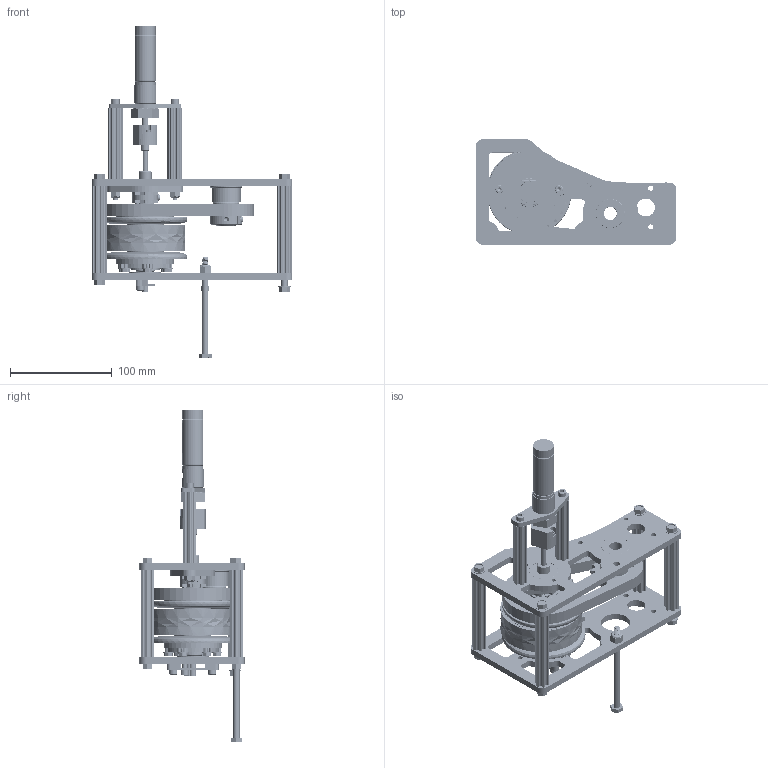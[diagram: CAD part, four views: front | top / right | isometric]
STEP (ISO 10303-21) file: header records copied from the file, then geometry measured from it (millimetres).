
FILE_DESCRIPTION (( 'STEP AP214' ), '1' );
FILE_NAME ('am-3344a AfterBurner Winch Kit with 4 Tooth Dog.STEP', '2020-02-06T20:50:50', ( '' ), ( '' ), 'SwSTEP 2.0', 'SolidWorks 2019', '' );
FILE_SCHEMA (( 'AUTOMOTIVE_DESIGN' ));
Length unit declared in the file: inch
Products named in the file (46): S35-24L; Shift Block; C-040_5-R0000_rod; Churro 3375; BHCS 10-32 x 0.25_SBHCSCREW 0.19-32x0.25-HX-C; 3 Stage Evo Shifter Plate Spacer Churro Version; 500-e-klip; am-1423 4-40x750 Sholder Bolt 92012A506_92012A506; am-0208a Encoder Mount Pad with AMT103 holes; FHTS 0.25-20-1_FHTS 0.25-20-F-1.813-C; 040_5-RC0000000_0_dummy; am-1526 500Hex Collar Clamp; Belt spool; Shift Shaft; 04R0000_rear_head; Strap; am-1305 500 Hex Spacer; Shift Block Cap; am-4229 3-4in. Bore, 1-2in. Stroke 040_5-R; PTO 37 Link Winch Chain; am-3451 GEN3 Shifter Shift Assembly; SHCS 10-32 x 3.75_HX-SHCS 0.19-32x3.5x1.125-C; am-2263 Cylinder Plate; 4 Tooth Dog Assem; 10-32x0500_shcs_HX-SHCS 0.19-32x1.375x1-C; PTO Winch Plate; 14-20 Nylock Nut_97135A210; 04R000-0_5_rod_guide; s35-15he-500h; 500EX Hex Hub; 60355K503_BALL BEARING_60355K503; D-9; am-3344a AfterBurner Winch Kit with 4 Tooth Dog; 10-24 Hex Washer Rolling x 1-2_93882A213; 4-40 x .500 SHCS with threads_90128A110; 10-32 Nylock Nut 1_90631A411; PTO Winch Shaft; 4 Tooth Dog; am-1236 91247A557_MEDIUM-STRG GRADE 5 ZINC-PLTD STL CAP SCREW_91247A557; 250x1000 dowel ...
Assembly tree (76 placements, depth 3):
  040_5-RC0000000_0_dummy
  am-3344a AfterBurner Winch Kit with 4 Tooth Dog
    PTO Winch Plate  x2
    FR8ZZ Bearing  x3
    Belt spool
    500EX Hex Hub
    S35-24L
    am-1305 500 Hex Spacer  x2
    10-24 Hex Washer Rolling x 1-2_93882A213  x12
    Churro 3375  x4
    PTO 37 Link Winch Chain
    PTO Winch Shaft
    500-e-klip
    am-2263 Cylinder Plate
    250x1000 dowel
    FHTS 0.25-20-1_FHTS 0.25-20-F-1.813-C  x8
    14-20 Nylock Nut_97135A210
    SHCS 10-32 x 0.75
    am-3451 GEN3 Shifter Shift Assembly
      Shift Shaft
      60355K503_BALL BEARING_60355K503
      Shift Block
      Shift Block Cap
      4-40 x .500 SHCS with threads_90128A110  x2
      BHCS 10-32 x 0.25_SBHCSCREW 0.19-32x0.25-HX-C
    4 Tooth Dog Assem
      4 Tooth Dog
      am-1423 4-40x750 Sholder Bolt 92012A506_92012A506
    4 Tooth Dog Lockout Plate
    am-4229 3-4in. Bore, 1-2in. Stroke 040_5-R
      04R000-0_5_rod_guide
      04R-1_75453C
      04R0000_rear_head
      D-9
      C-040_5-R0000_rod
    10-32 Nylock Nut 1_90631A411  x3
    3 Stage Evo Shifter Plate Spacer Churro Version  x2
    SHCS 10-32 x 3.75_HX-SHCS 0.19-32x3.5x1.125-C  x2
    am-1236 91247A557_MEDIUM-STRG GRADE 5 ZINC-PLTD STL CAP SCREW_91247A557
    am-0208a Encoder Mount Pad with AMT103 holes
    10-32x0500_shcs_HX-SHCS 0.19-32x1.375x1-C  x2
    am-1526 500Hex Collar Clamp
      500Hex Collar Clamp Body
      10-32x0500_shcs_HX-SHCS 0.19-32x1.375x1-C
    s35-15he-500h
    14-20 x 0.500 BHCS_92949A837
    Strap
Bounding box: 196.85 x 103.19 x 326.22 mm (x, y, z)
Volume: 565889 mm3; surface area: 383314.9 mm2
Topology: 85 solids, 85 shells, 4252 faces, 11185 edges, 7183 vertices
Faces by surface type: cylinder 2022, plane 1005, cone 698, bspline 299, torus 208, sphere 20
Entity records: 93364 total; most frequent: CARTESIAN_POINT 35440, ORIENTED_EDGE 11788, DIRECTION 11590, EDGE_CURVE 5894, AXIS2_PLACEMENT_3D 4664, VERTEX_POINT 3783, EDGE_LOOP 2513, CIRCLE 2355
